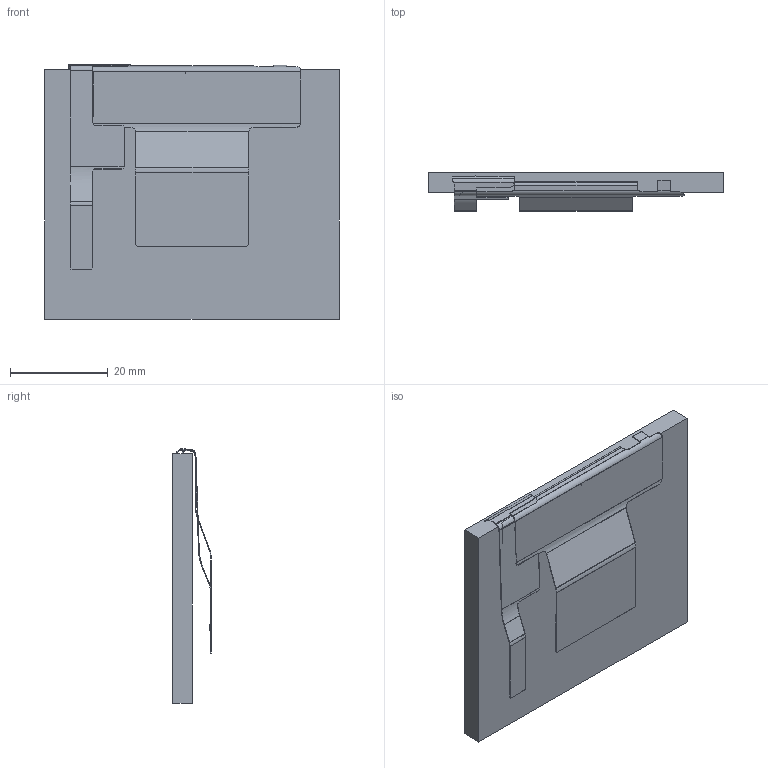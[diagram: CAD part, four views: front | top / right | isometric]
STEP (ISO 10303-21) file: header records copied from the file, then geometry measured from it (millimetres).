
FILE_DESCRIPTION(/* description */ (''),/* implementation_level */ '2;1');
FILE_NAME(/* name */ 'KD026LQTMA008.step',/* time_stamp */ '2021-10-17T14:01:18+02:00',/* author */ (''),/* organization */ (''),/* preprocessor_version */ 'ST-DEVELOPER v18.1',/* originating_system */ 'Autodesk Translation Framework v10.10.0.1391',/* authorisation */ '');
FILE_SCHEMA (('AUTOMOTIVE_DESIGN { 1 0 10303 214 3 1 1 }'));
Length unit declared in the file: millimetre
Products named in the file (1): KD026LQTMA008
Bounding box: 60.3 x 7.92 x 52.15 mm (x, y, z)
Volume: 12717.7 mm3; surface area: 15073.6 mm2
Topology: 4 solids, 4 shells, 176 faces, 426 edges, 259 vertices
Faces by surface type: plane 134, bspline 24, cylinder 18
Entity records: 5382 total; most frequent: CARTESIAN_POINT 1396, ORIENTED_EDGE 852, DIRECTION 704, EDGE_CURVE 426, LINE 338, VECTOR 338, VERTEX_POINT 259, AXIS2_PLACEMENT_3D 183
